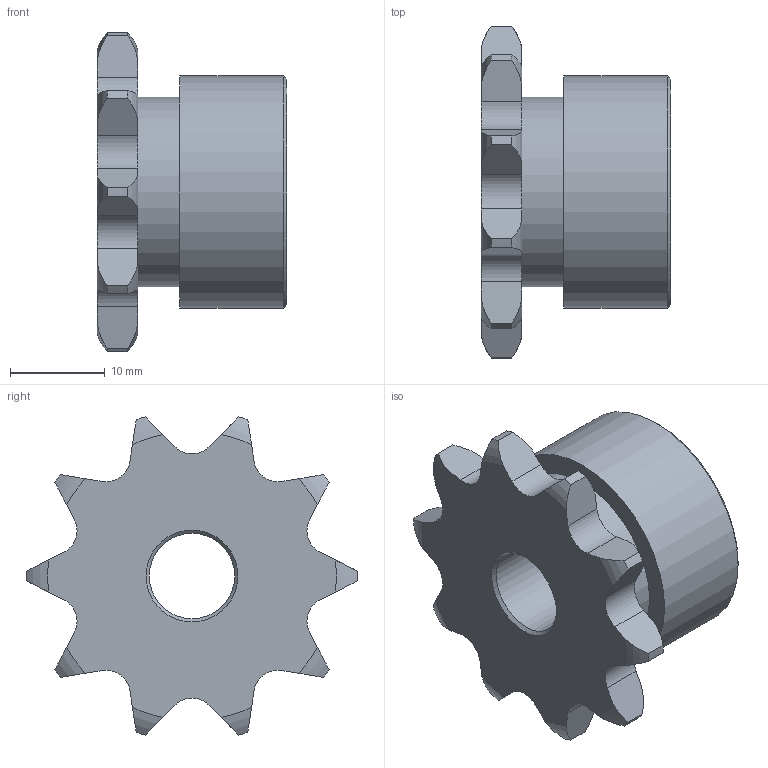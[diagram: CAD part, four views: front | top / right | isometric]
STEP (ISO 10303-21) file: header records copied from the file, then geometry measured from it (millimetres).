
FILE_DESCRIPTION( ( 'STEP AP203' ), '1' );
FILE_NAME( 'KANA_NK35B10D9_K-_0-N_A_(H 720 N_A 0 0 N_A N_A).stp', '2020-10-28T10:44:47', ( 'License CC BY-ND 4.0' ), ( 'CADENAS' ), ' ', 'PARTsolutions', ' ' );
FILE_SCHEMA( ( 'CONFIG_CONTROL_DESIGN' ) );
Length unit declared in the file: millimetre
Products named in the file (1): _KANA_NK35B10D9_K-_0-N/A_(H 720 N/A  0 0 N/A N/A)
Bounding box: 20 x 35 x 33.58 mm (x, y, z)
Volume: 8334.6 mm3; surface area: 3780.4 mm2
Topology: 1 solids, 1 shells, 70 faces, 195 edges, 129 vertices
Faces by surface type: plane 24, cylinder 23, torus 20, cone 3
Full cylindrical faces by diameter (mm): 9 x1, 20 x1, 24.5 x1
Entity records: 2402 total; most frequent: CARTESIAN_POINT 589, ORIENTED_EDGE 378, DIRECTION 360, EDGE_CURVE 189, AXIS2_PLACEMENT_3D 140, VERTEX_POINT 129, EDGE_LOOP 80, LINE 80
